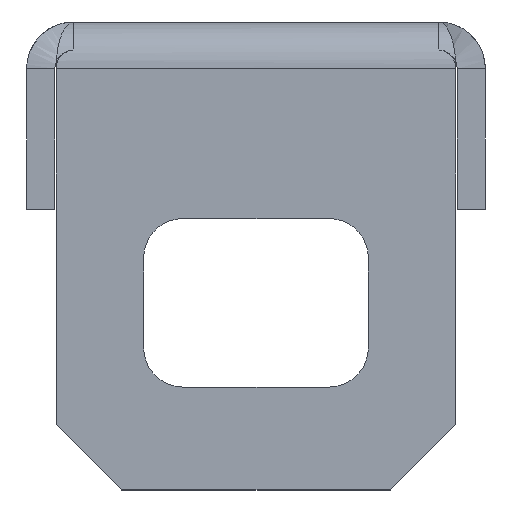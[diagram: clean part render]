
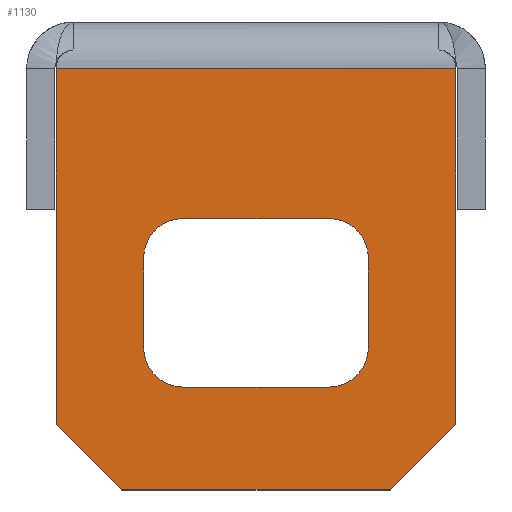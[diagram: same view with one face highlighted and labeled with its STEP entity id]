
A CAD part, left-side view. The second image highlights one B-rep face of the part: STEP entity #1130.
In plain terms, the highlighted planar face has unit normal (-1, 0, 0).
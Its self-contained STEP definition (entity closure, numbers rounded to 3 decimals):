
#5 = VECTOR ( 'NONE', #881, 1000. ) ;
#26 = VERTEX_POINT ( 'NONE', #834 ) ;
#48 = CARTESIAN_POINT ( 'NONE',  ( -281., 3.9, -10.5 ) ) ;
#63 = VECTOR ( 'NONE', #181, 1000. ) ;
#72 = DIRECTION ( 'NONE',  ( 1., 0., 0. ) ) ;
#82 = DIRECTION ( 'NONE',  ( 1., 0., 0. ) ) ;
#97 = EDGE_CURVE ( 'NONE', #1518, #1744, #212, .T. ) ;
#103 = PLANE ( 'NONE',  #2034 ) ;
#105 = DIRECTION ( 'NONE',  ( 0., 0., 1. ) ) ;
#133 = DIRECTION ( 'NONE',  ( 1., 0., 0. ) ) ;
#161 = CARTESIAN_POINT ( 'NONE',  ( -281., 3.9, -19.5 ) ) ;
#162 = EDGE_CURVE ( 'NONE', #1744, #2297, #1167, .T. ) ;
#176 = VECTOR ( 'NONE', #235, 1000. ) ;
#181 = DIRECTION ( 'NONE',  ( 0., -1., 0. ) ) ;
#198 = ORIENTED_EDGE ( 'NONE', *, *, #1628, .T. ) ;
#201 = CARTESIAN_POINT ( 'NONE',  ( -281., -3.9, -17.4 ) ) ;
#212 = LINE ( 'NONE', #1390, #587 ) ;
#235 = DIRECTION ( 'NONE',  ( 0., 0., 1. ) ) ;
#240 = ORIENTED_EDGE ( 'NONE', *, *, #162, .T. ) ;
#277 = CIRCLE ( 'NONE', #2171, 2.1 ) ;
#295 = CARTESIAN_POINT ( 'NONE',  ( -281., -3.9, -12.6 ) ) ;
#298 = CARTESIAN_POINT ( 'NONE',  ( -281., 10.679, -2.5 ) ) ;
#310 = DIRECTION ( 'NONE',  ( 0., 0., -1. ) ) ;
#322 = EDGE_CURVE ( 'NONE', #1302, #1602, #1134, .T. ) ;
#370 = AXIS2_PLACEMENT_3D ( 'NONE', #201, #1335, #392 ) ;
#376 = VERTEX_POINT ( 'NONE', #1308 ) ;
#381 = ORIENTED_EDGE ( 'NONE', *, *, #1266, .T. ) ;
#392 = DIRECTION ( 'NONE',  ( 0., 0., -1. ) ) ;
#403 = CARTESIAN_POINT ( 'NONE',  ( -281., 2822.25, -25. ) ) ;
#446 = ORIENTED_EDGE ( 'NONE', *, *, #706, .F. ) ;
#517 = CARTESIAN_POINT ( 'NONE',  ( -281., -3.9, -10.5 ) ) ;
#567 = CARTESIAN_POINT ( 'NONE',  ( -281., 2822.25, -2.5 ) ) ;
#587 = VECTOR ( 'NONE', #2138, 1000. ) ;
#610 = VECTOR ( 'NONE', #1796, 1000. ) ;
#650 = CARTESIAN_POINT ( 'NONE',  ( -281., -10.679, -21.5 ) ) ;
#655 = EDGE_CURVE ( 'NONE', #1149, #1155, #813, .T. ) ;
#706 = EDGE_CURVE ( 'NONE', #1149, #1084, #1958, .T. ) ;
#725 = EDGE_LOOP ( 'NONE', ( #446, #1098, #1740, #198, #1922, #2043 ) ) ;
#747 = CARTESIAN_POINT ( 'NONE',  ( -281., -10.679, -25. ) ) ;
#748 = CARTESIAN_POINT ( 'NONE',  ( -281., -6., -12.6 ) ) ;
#749 = AXIS2_PLACEMENT_3D ( 'NONE', #2291, #82, #1552 ) ;
#805 = VECTOR ( 'NONE', #911, 1000. ) ;
#813 = LINE ( 'NONE', #1234, #922 ) ;
#817 = DIRECTION ( 'NONE',  ( 0., -0.707, 0.707 ) ) ;
#828 = VERTEX_POINT ( 'NONE', #1479 ) ;
#834 = CARTESIAN_POINT ( 'NONE',  ( -281., 6., -12.6 ) ) ;
#860 = EDGE_CURVE ( 'NONE', #2297, #1302, #1467, .T. ) ;
#881 = DIRECTION ( 'NONE',  ( 0., 1., 0. ) ) ;
#901 = CIRCLE ( 'NONE', #749, 2.1 ) ;
#902 = CARTESIAN_POINT ( 'NONE',  ( -281., 3.9, -19.5 ) ) ;
#906 = ORIENTED_EDGE ( 'NONE', *, *, #97, .T. ) ;
#911 = DIRECTION ( 'NONE',  ( 0., 0., -1. ) ) ;
#922 = VECTOR ( 'NONE', #2305, 1000. ) ;
#925 = CARTESIAN_POINT ( 'NONE',  ( -281., -6., -17.4 ) ) ;
#927 = CARTESIAN_POINT ( 'NONE',  ( -281., -6., -12.6 ) ) ;
#945 = EDGE_CURVE ( 'NONE', #1031, #26, #2225, .T. ) ;
#982 = VECTOR ( 'NONE', #1458, 1000. ) ;
#1031 = VERTEX_POINT ( 'NONE', #2296 ) ;
#1037 = CARTESIAN_POINT ( 'NONE',  ( -281., 2822.25, -25. ) ) ;
#1043 = EDGE_CURVE ( 'NONE', #26, #1518, #901, .T. ) ;
#1059 = CARTESIAN_POINT ( 'NONE',  ( -281., 10.679, -21.5 ) ) ;
#1061 = CARTESIAN_POINT ( 'NONE',  ( -281., 10.679, -25. ) ) ;
#1066 = LINE ( 'NONE', #403, #1983 ) ;
#1084 = VERTEX_POINT ( 'NONE', #298 ) ;
#1098 = ORIENTED_EDGE ( 'NONE', *, *, #655, .T. ) ;
#1103 = FACE_OUTER_BOUND ( 'NONE', #725, .T. ) ;
#1130 = ADVANCED_FACE ( 'NONE', ( #1283, #1103 ), #103, .F. ) ;
#1134 = CIRCLE ( 'NONE', #370, 2.1 ) ;
#1149 = VERTEX_POINT ( 'NONE', #1059 ) ;
#1155 = VERTEX_POINT ( 'NONE', #1240 ) ;
#1167 = CIRCLE ( 'NONE', #1535, 2.1 ) ;
#1198 = ORIENTED_EDGE ( 'NONE', *, *, #1043, .T. ) ;
#1200 = VERTEX_POINT ( 'NONE', #161 ) ;
#1234 = CARTESIAN_POINT ( 'NONE',  ( -281., 7.179, -25. ) ) ;
#1240 = CARTESIAN_POINT ( 'NONE',  ( -281., 7.179, -25. ) ) ;
#1266 = EDGE_CURVE ( 'NONE', #1602, #1200, #2133, .T. ) ;
#1275 = LINE ( 'NONE', #747, #805 ) ;
#1276 = LINE ( 'NONE', #650, #1380 ) ;
#1283 = FACE_BOUND ( 'NONE', #1375, .T. ) ;
#1302 = VERTEX_POINT ( 'NONE', #925 ) ;
#1308 = CARTESIAN_POINT ( 'NONE',  ( -281., -10.679, -21.5 ) ) ;
#1335 = DIRECTION ( 'NONE',  ( 1., 0., 0. ) ) ;
#1375 = EDGE_LOOP ( 'NONE', ( #1892, #1198, #906, #240, #2097, #1450, #381, #1884 ) ) ;
#1380 = VECTOR ( 'NONE', #817, 1000. ) ;
#1390 = CARTESIAN_POINT ( 'NONE',  ( -281., 3.9, -10.5 ) ) ;
#1419 = EDGE_CURVE ( 'NONE', #1155, #828, #1066, .T. ) ;
#1450 = ORIENTED_EDGE ( 'NONE', *, *, #322, .T. ) ;
#1458 = DIRECTION ( 'NONE',  ( 0., 0., -1. ) ) ;
#1467 = LINE ( 'NONE', #748, #982 ) ;
#1479 = CARTESIAN_POINT ( 'NONE',  ( -281., -7.179, -25. ) ) ;
#1518 = VERTEX_POINT ( 'NONE', #48 ) ;
#1535 = AXIS2_PLACEMENT_3D ( 'NONE', #295, #133, #1790 ) ;
#1542 = CARTESIAN_POINT ( 'NONE',  ( -281., -3.9, -19.5 ) ) ;
#1552 = DIRECTION ( 'NONE',  ( 0., 0., -1. ) ) ;
#1602 = VERTEX_POINT ( 'NONE', #1542 ) ;
#1628 = EDGE_CURVE ( 'NONE', #828, #376, #1276, .T. ) ;
#1644 = LINE ( 'NONE', #567, #63 ) ;
#1681 = CARTESIAN_POINT ( 'NONE',  ( -281., 3.9, -17.4 ) ) ;
#1740 = ORIENTED_EDGE ( 'NONE', *, *, #1419, .T. ) ;
#1744 = VERTEX_POINT ( 'NONE', #517 ) ;
#1790 = DIRECTION ( 'NONE',  ( 0., 0., 1. ) ) ;
#1796 = DIRECTION ( 'NONE',  ( 0., 0., 1. ) ) ;
#1874 = CARTESIAN_POINT ( 'NONE',  ( -281., 6., -12.6 ) ) ;
#1884 = ORIENTED_EDGE ( 'NONE', *, *, #2218, .T. ) ;
#1890 = DIRECTION ( 'NONE',  ( 0., -1., 0. ) ) ;
#1892 = ORIENTED_EDGE ( 'NONE', *, *, #945, .T. ) ;
#1922 = ORIENTED_EDGE ( 'NONE', *, *, #2277, .F. ) ;
#1945 = CARTESIAN_POINT ( 'NONE',  ( -281., -10.679, -2.5 ) ) ;
#1958 = LINE ( 'NONE', #1061, #610 ) ;
#1983 = VECTOR ( 'NONE', #1890, 1000. ) ;
#2034 = AXIS2_PLACEMENT_3D ( 'NONE', #1037, #2168, #310 ) ;
#2043 = ORIENTED_EDGE ( 'NONE', *, *, #2233, .F. ) ;
#2097 = ORIENTED_EDGE ( 'NONE', *, *, #860, .T. ) ;
#2103 = VERTEX_POINT ( 'NONE', #1945 ) ;
#2133 = LINE ( 'NONE', #902, #5 ) ;
#2138 = DIRECTION ( 'NONE',  ( 0., -1., 0. ) ) ;
#2168 = DIRECTION ( 'NONE',  ( 1., 0., 0. ) ) ;
#2171 = AXIS2_PLACEMENT_3D ( 'NONE', #1681, #72, #105 ) ;
#2218 = EDGE_CURVE ( 'NONE', #1200, #1031, #277, .T. ) ;
#2225 = LINE ( 'NONE', #1874, #176 ) ;
#2233 = EDGE_CURVE ( 'NONE', #1084, #2103, #1644, .T. ) ;
#2277 = EDGE_CURVE ( 'NONE', #2103, #376, #1275, .T. ) ;
#2291 = CARTESIAN_POINT ( 'NONE',  ( -281., 3.9, -12.6 ) ) ;
#2296 = CARTESIAN_POINT ( 'NONE',  ( -281., 6., -17.4 ) ) ;
#2297 = VERTEX_POINT ( 'NONE', #927 ) ;
#2305 = DIRECTION ( 'NONE',  ( 0., -0.707, -0.707 ) ) ;
